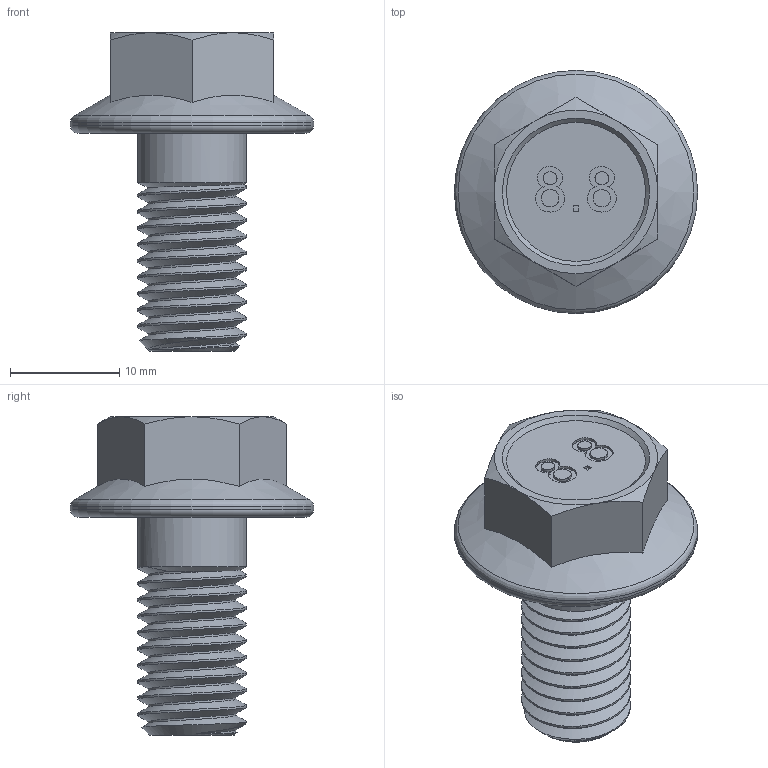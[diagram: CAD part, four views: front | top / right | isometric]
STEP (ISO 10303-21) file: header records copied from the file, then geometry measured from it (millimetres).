
FILE_DESCRIPTION(/* description */ (''),/* implementation_level */ '2;1');
FILE_NAME(/* name */ '94036A621_Class 8.8 Steel Flanged Hex Head Screw.step',/* time_stamp */ '2022-08-23T12:56:25-03:00',/* author */ (''),/* organization */ (''),/* preprocessor_version */ 'ST-DEVELOPER v19',/* originating_system */ 'Autodesk Translation Framework v11.7.0.108',/* authorisation */ '');
FILE_SCHEMA (('AUTOMOTIVE_DESIGN { 1 0 10303 214 3 1 1 }'));
Length unit declared in the file: millimetre
Products named in the file (1): 94036A621_Class 8.8 Steel Flanged Hex Head Screw
Bounding box: 22.3 x 22.3 x 29.2 mm (x, y, z)
Volume: 3519.4 mm3; surface area: 2074.6 mm2
Topology: 1 solids, 1 shells, 89 faces, 226 edges, 148 vertices
Faces by surface type: bspline 34, cylinder 22, plane 21, cone 10, torus 2
Full cylindrical faces by diameter (mm): 8.051 x9, 10 x9, 22.3 x1
Entity records: 6611 total; most frequent: CARTESIAN_POINT 4787, ORIENTED_EDGE 452, DIRECTION 230, EDGE_CURVE 226, VERTEX_POINT 148, B_SPLINE_CURVE_WITH_KNOTS 111, EDGE_LOOP 98, FACE_OUTER_BOUND 89
